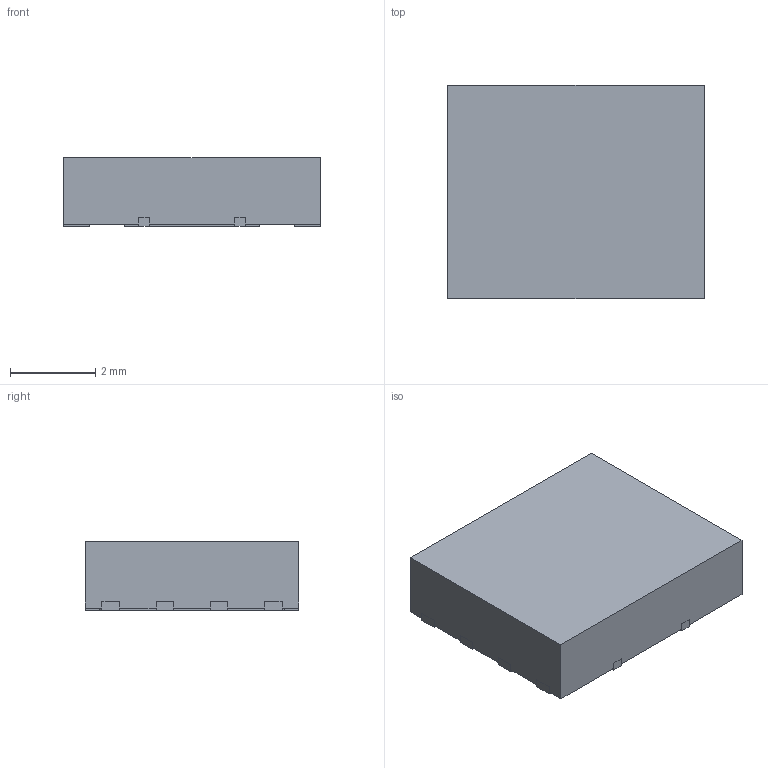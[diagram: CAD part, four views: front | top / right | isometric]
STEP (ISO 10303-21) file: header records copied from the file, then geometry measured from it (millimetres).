
FILE_DESCRIPTION((''),'2;1');
FILE_NAME('DQY0008A_ASM','2018-04-16T08:37:28',('a0412086'),(''),'CREO PARAMETRIC BY PTC INC, 2017260','CREO PARAMETRIC BY PTC INC, 2017260','');
FILE_SCHEMA(('AUTOMOTIVE_DESIGN { 1 0 10303 214 1 1 1 1 }'));
Length unit declared in the file: millimetre
Products named in the file (4): BODY-SON; FRAME-DQY0008A; PIN1-ID; DQY0008A_ASM
Assembly tree (3 placements, depth 2):
  DQY0008A_ASM
    BODY-SON
    FRAME-DQY0008A
    PIN1-ID
Bounding box: 6 x 5 x 1.6 mm (x, y, z)
Volume: 47.3 mm3; surface area: 143.5 mm2
Topology: 9 solids, 9 shells, 152 faces, 402 edges, 268 vertices
Faces by surface type: plane 152
Entity records: 6315 total; most frequent: CARTESIAN_POINT 872, ORIENTED_EDGE 804, DIRECTION 772, PRESENTATION_STYLE_ASSIGNMENT 419, STYLED_ITEM 411, VECTOR 402, LINE 402, CURVE_STYLE 402
